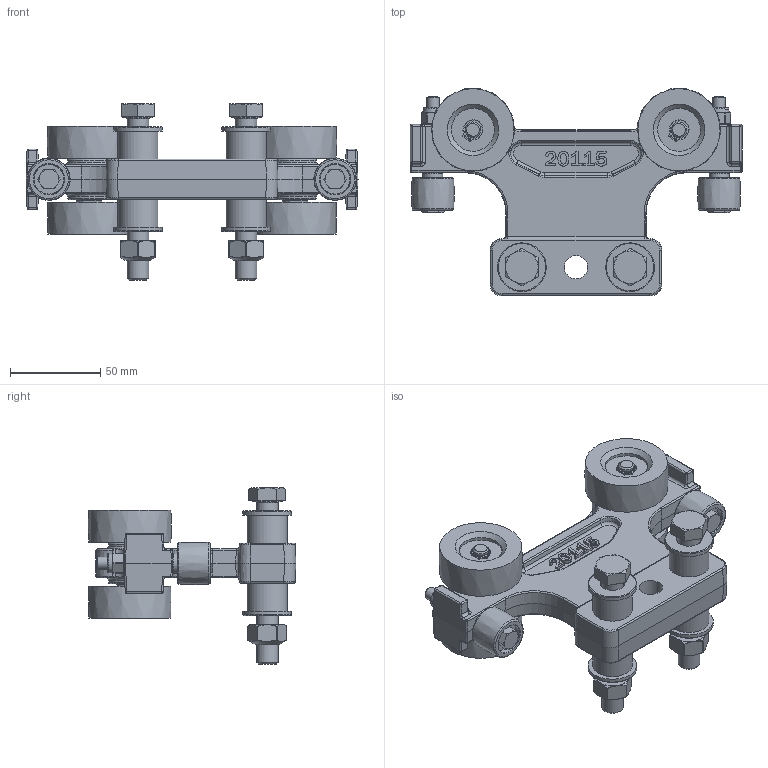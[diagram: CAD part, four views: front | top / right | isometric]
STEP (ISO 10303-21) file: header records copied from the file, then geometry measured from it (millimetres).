
FILE_DESCRIPTION((''),'2;1');
FILE_NAME('28070 ETA-4-5 BALANCER SUSPENSION KIT.stp','2015-09-29T15:42:45',('jnwhw'),(''),'Autodesk Inventor 2012','Autodesk Inventor 2012','');
FILE_SCHEMA(('AUTOMOTIVE_DESIGN { 1 0 10303 214 1 1 1 1 }'));
Length unit declared in the file: inch
Products named in the file (21): 28070; 20115; 59801M; 59801; 32515; 3D11N7B4C; 56135; 55050; 55060; 57130; 70000; 3D11QWF4A; 3D11RWF4A; 3D11TWF4A; 3D11UWF4A; 51716-1; 52010; 3D11QBI4A; 3D11N3B4A; Hex Cap Screw - Metric M12 x 90; Prevailing Torque Type Hex Nut - UNC (Regular Thread - Inch)  (IFI) 1/2 - 13 Metal Type
Assembly tree (40 placements, depth 4):
  28070
    20115
      59801M
        59801
      32515  x4
        3D11N7B4C
        56135
      55050  x4
      55060  x2
      57130  x2
      70000  x2
        3D11QWF4A
        3D11RWF4A
        3D11TWF4A
        3D11UWF4A
      51716-1  x2
      52010  x2
    3D11QBI4A  x4
    3D11N3B4A  x4
    Hex Cap Screw - Metric M12 x 90  x2
    Prevailing Torque Type Hex Nut - UNC (Regular Thread - Inch)  (IFI) 1/2 - 13 Metal Type  x2
Bounding box: 184.15 x 115.2 x 97.76 mm (x, y, z)
Volume: 361516.9 mm3; surface area: 122288.8 mm2
Topology: 43 solids, 43 shells, 1401 faces, 3219 edges, 1906 vertices
Faces by surface type: plane 496, cylinder 329, bspline 286, torus 126, cone 120, sphere 44
Full cylindrical faces by diameter (mm): 1.041 x8, 1.194 x4, 6.35 x2, 6.909 x2, 7 x4, 7.036 x2, 7.099 x2, 7.137 x2, 9.525 x4, 10.249 x2, 10.592 x2, 11.176 x2, 12 x4, 12.7 x2, 13 x3, 13.494 x4, 14.288 x4, 15.011 x2, 16.6 x2, 16.866 x4, 16.993 x4, 17 x4, 22.225 x4, 23.813 x8, 26.988 x4, 28.6 x8
Entity records: 30248 total; most frequent: CARTESIAN_POINT 9038, DIRECTION 4204, ORIENTED_EDGE 4142, EDGE_CURVE 2071, AXIS2_PLACEMENT_3D 1577, VERTEX_POINT 1291, EDGE_LOOP 1104, VECTOR 1050
